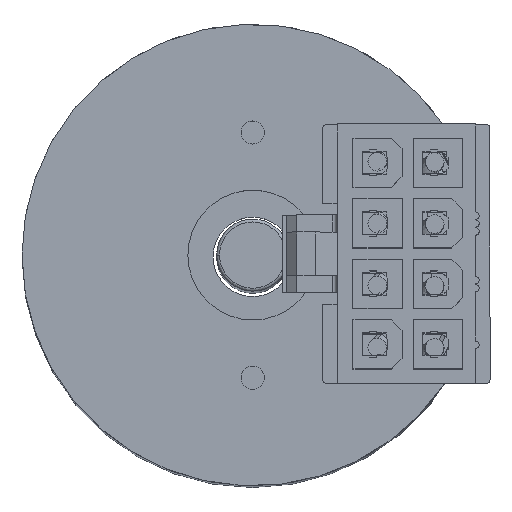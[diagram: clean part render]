
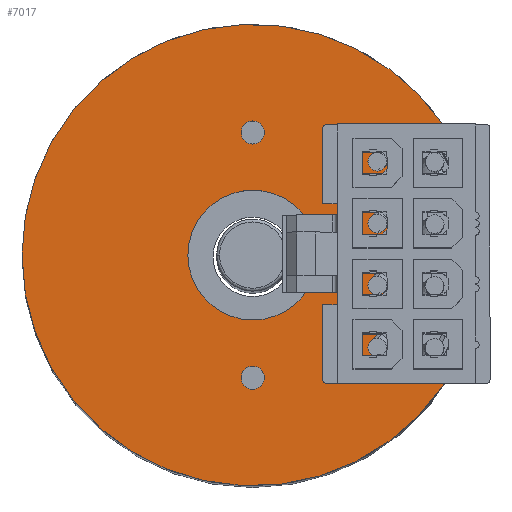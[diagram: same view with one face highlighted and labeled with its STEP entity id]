
A CAD part, top view. The second image highlights one B-rep face of the part: STEP entity #7017.
In plain terms, the highlighted face is planar.
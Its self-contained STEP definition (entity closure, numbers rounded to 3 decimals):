
#6 = CIRCLE ( 'NONE', #15163, 1. ) ;
#99 = AXIS2_PLACEMENT_3D ( 'NONE', #1786, #10956, #3092 ) ;
#133 = CARTESIAN_POINT ( 'NONE',  ( 4.5, 0., 0. ) ) ;
#174 = AXIS2_PLACEMENT_3D ( 'NONE', #1356, #10509, #2662 ) ;
#205 = ORIENTED_EDGE ( 'NONE', *, *, #15413, .F. ) ;
#301 = DIRECTION ( 'NONE',  ( 1., 0., 0. ) ) ;
#303 = CIRCLE ( 'NONE', #16857, 4.5 ) ;
#318 = CARTESIAN_POINT ( 'NONE',  ( -11., -7.1, 0. ) ) ;
#418 = EDGE_CURVE ( 'NONE', #12974, #15594, #9961, .T. ) ;
#479 = EDGE_CURVE ( 'NONE', #7439, #11749, #1770, .T. ) ;
#497 = CARTESIAN_POINT ( 'NONE',  ( -10., -7.1, 0. ) ) ;
#571 = CARTESIAN_POINT ( 'NONE',  ( -11., 7.1, 0. ) ) ;
#612 = CARTESIAN_POINT ( 'NONE',  ( -13.307, 8.7, 0. ) ) ;
#630 = ORIENTED_EDGE ( 'NONE', *, *, #15452, .T. ) ;
#644 = DIRECTION ( 'NONE',  ( 0., 0., 1. ) ) ;
#1243 = DIRECTION ( 'NONE',  ( 1., 0., 0. ) ) ;
#1261 = VERTEX_POINT ( 'NONE', #13886 ) ;
#1323 = CIRCLE ( 'NONE', #4765, 0.6 ) ;
#1356 = CARTESIAN_POINT ( 'NONE',  ( 0., 8.5, 0. ) ) ;
#1516 = DIRECTION ( 'NONE',  ( 0., 0., -1. ) ) ;
#1619 = DIRECTION ( 'NONE',  ( 1., 0., 0. ) ) ;
#1770 = CIRCLE ( 'NONE', #4083, 1. ) ;
#1786 = CARTESIAN_POINT ( 'NONE',  ( -12.707, -8.7, 0. ) ) ;
#1810 = CARTESIAN_POINT ( 'NONE',  ( 0., 0., 0. ) ) ;
#1887 = DIRECTION ( 'NONE',  ( 1., 0., 0. ) ) ;
#1924 = CIRCLE ( 'NONE', #10979, 4.5 ) ;
#2333 = AXIS2_PLACEMENT_3D ( 'NONE', #3919, #1516, #10672 ) ;
#2662 = DIRECTION ( 'NONE',  ( -1., 0., 0. ) ) ;
#2781 = CARTESIAN_POINT ( 'NONE',  ( -10., -8.1, 0. ) ) ;
#3011 = VECTOR ( 'NONE', #11919, 1000. ) ;
#3046 = ORIENTED_EDGE ( 'NONE', *, *, #5880, .F. ) ;
#3092 = DIRECTION ( 'NONE',  ( 1., 0., 0. ) ) ;
#3128 = DIRECTION ( 'NONE',  ( 1., 0., 0. ) ) ;
#3135 = ORIENTED_EDGE ( 'NONE', *, *, #13781, .F. ) ;
#3304 = EDGE_CURVE ( 'NONE', #15594, #12974, #4475, .T. ) ;
#3326 = ORIENTED_EDGE ( 'NONE', *, *, #479, .T. ) ;
#3441 = EDGE_LOOP ( 'NONE', ( #14734, #205 ) ) ;
#3919 = CARTESIAN_POINT ( 'NONE',  ( 0., -8.5, 0. ) ) ;
#4039 = DIRECTION ( 'NONE',  ( 0., 0., -1. ) ) ;
#4083 = AXIS2_PLACEMENT_3D ( 'NONE', #318, #9468, #1619 ) ;
#4475 = CIRCLE ( 'NONE', #16434, 0.8 ) ;
#4669 = EDGE_CURVE ( 'NONE', #14575, #6569, #15674, .T. ) ;
#4683 = ORIENTED_EDGE ( 'NONE', *, *, #3304, .F. ) ;
#4765 = AXIS2_PLACEMENT_3D ( 'NONE', #16897, #9094, #1243 ) ;
#4818 = ORIENTED_EDGE ( 'NONE', *, *, #13915, .T. ) ;
#5027 = CARTESIAN_POINT ( 'NONE',  ( -12.707, 8.7, 0. ) ) ;
#5060 = CARTESIAN_POINT ( 'NONE',  ( -4.5, 0., 0. ) ) ;
#5073 = PLANE ( 'NONE',  #11346 ) ;
#5632 = DIRECTION ( 'NONE',  ( 0., 0., -1. ) ) ;
#5739 = CARTESIAN_POINT ( 'NONE',  ( 0., 8.5, 0. ) ) ;
#5770 = ORIENTED_EDGE ( 'NONE', *, *, #15094, .T. ) ;
#5821 = EDGE_CURVE ( 'NONE', #7665, #6828, #12360, .T. ) ;
#5880 = EDGE_CURVE ( 'NONE', #15031, #11749, #11144, .T. ) ;
#6064 = LINE ( 'NONE', #2781, #3011 ) ;
#6075 = CARTESIAN_POINT ( 'NONE',  ( 0.8, -8.5, 0. ) ) ;
#6322 = DIRECTION ( 'NONE',  ( 1., 0., 0. ) ) ;
#6365 = DIRECTION ( 'NONE',  ( 1., 0., 0. ) ) ;
#6569 = VERTEX_POINT ( 'NONE', #6777 ) ;
#6571 = AXIS2_PLACEMENT_3D ( 'NONE', #5739, #14866, #7055 ) ;
#6777 = CARTESIAN_POINT ( 'NONE',  ( -11., 8.1, 0. ) ) ;
#6807 = ORIENTED_EDGE ( 'NONE', *, *, #16754, .T. ) ;
#6828 = VERTEX_POINT ( 'NONE', #7274 ) ;
#7017 = ADVANCED_FACE ( 'NONE', ( #10549, #13988, #11358, #7040 ), #5073, .F. ) ;
#7040 = FACE_OUTER_BOUND ( 'NONE', #10720, .T. ) ;
#7055 = DIRECTION ( 'NONE',  ( -1., 0., 0. ) ) ;
#7081 = CIRCLE ( 'NONE', #99, 0.6 ) ;
#7274 = CARTESIAN_POINT ( 'NONE',  ( -13.202, 9.039, 0. ) ) ;
#7311 = EDGE_CURVE ( 'NONE', #15504, #8613, #9095, .T. ) ;
#7343 = EDGE_LOOP ( 'NONE', ( #14969, #4683 ) ) ;
#7346 = AXIS2_PLACEMENT_3D ( 'NONE', #1810, #10981, #3128 ) ;
#7401 = ORIENTED_EDGE ( 'NONE', *, *, #13865, .T. ) ;
#7439 = VERTEX_POINT ( 'NONE', #8141 ) ;
#7645 = VECTOR ( 'NONE', #8434, 1000. ) ;
#7665 = VERTEX_POINT ( 'NONE', #15073 ) ;
#8125 = DIRECTION ( 'NONE',  ( 0., 0., 1. ) ) ;
#8141 = CARTESIAN_POINT ( 'NONE',  ( -11., -8.1, 0. ) ) ;
#8281 = DIRECTION ( 'NONE',  ( 1., 0., 0. ) ) ;
#8434 = DIRECTION ( 'NONE',  ( 0., -1., 0. ) ) ;
#8487 = CARTESIAN_POINT ( 'NONE',  ( 0., 0., 0. ) ) ;
#8613 = VERTEX_POINT ( 'NONE', #12584 ) ;
#9092 = ORIENTED_EDGE ( 'NONE', *, *, #4669, .F. ) ;
#9094 = DIRECTION ( 'NONE',  ( 0., 0., -1. ) ) ;
#9095 = CIRCLE ( 'NONE', #174, 0.8 ) ;
#9279 = CARTESIAN_POINT ( 'NONE',  ( -10., 7.1, 0. ) ) ;
#9299 = EDGE_CURVE ( 'NONE', #15031, #6569, #6, .T. ) ;
#9468 = DIRECTION ( 'NONE',  ( 0., 0., 1. ) ) ;
#9735 = DIRECTION ( 'NONE',  ( 0., 0., 1. ) ) ;
#9800 = DIRECTION ( 'NONE',  ( 1., 0., 0. ) ) ;
#9961 = CIRCLE ( 'NONE', #2333, 0.8 ) ;
#10224 = CARTESIAN_POINT ( 'NONE',  ( -0.8, -8.5, 0. ) ) ;
#10509 = DIRECTION ( 'NONE',  ( 0., 0., -1. ) ) ;
#10549 = FACE_BOUND ( 'NONE', #7343, .T. ) ;
#10659 = ORIENTED_EDGE ( 'NONE', *, *, #11436, .T. ) ;
#10672 = DIRECTION ( 'NONE',  ( -1., 0., 0. ) ) ;
#10720 = EDGE_LOOP ( 'NONE', ( #9092, #7401, #6807, #16339, #4818, #10659, #3135, #3326, #3046, #16557 ) ) ;
#10956 = DIRECTION ( 'NONE',  ( 0., 0., -1. ) ) ;
#10979 = AXIS2_PLACEMENT_3D ( 'NONE', #8487, #644, #9800 ) ;
#10981 = DIRECTION ( 'NONE',  ( 0., 0., 1. ) ) ;
#11144 = LINE ( 'NONE', #16272, #7645 ) ;
#11319 = EDGE_LOOP ( 'NONE', ( #5770, #630 ) ) ;
#11346 = AXIS2_PLACEMENT_3D ( 'NONE', #15455, #14194, #6365 ) ;
#11358 = FACE_BOUND ( 'NONE', #11319, .T. ) ;
#11436 = EDGE_CURVE ( 'NONE', #14315, #1261, #1323, .T. ) ;
#11749 = VERTEX_POINT ( 'NONE', #497 ) ;
#11861 = CARTESIAN_POINT ( 'NONE',  ( 0., -8.5, 0. ) ) ;
#11919 = DIRECTION ( 'NONE',  ( -1., 0., 0. ) ) ;
#12205 = CARTESIAN_POINT ( 'NONE',  ( -12.707, 8.1, 0. ) ) ;
#12206 = CIRCLE ( 'NONE', #14429, 0.6 ) ;
#12360 = CIRCLE ( 'NONE', #7346, 16. ) ;
#12424 = CARTESIAN_POINT ( 'NONE',  ( -0.8, 8.5, 0. ) ) ;
#12445 = VERTEX_POINT ( 'NONE', #5060 ) ;
#12584 = CARTESIAN_POINT ( 'NONE',  ( 0.8, 8.5, 0. ) ) ;
#12732 = VERTEX_POINT ( 'NONE', #612 ) ;
#12974 = VERTEX_POINT ( 'NONE', #10224 ) ;
#13020 = CARTESIAN_POINT ( 'NONE',  ( -13.307, -8.7, 0. ) ) ;
#13172 = DIRECTION ( 'NONE',  ( -1., 0., 0. ) ) ;
#13432 = CARTESIAN_POINT ( 'NONE',  ( -12.707, 8.7, 0. ) ) ;
#13690 = AXIS2_PLACEMENT_3D ( 'NONE', #5027, #14144, #6322 ) ;
#13781 = EDGE_CURVE ( 'NONE', #7439, #1261, #6064, .T. ) ;
#13865 = EDGE_CURVE ( 'NONE', #14575, #12732, #12206, .T. ) ;
#13886 = CARTESIAN_POINT ( 'NONE',  ( -12.707, -8.1, 0. ) ) ;
#13915 = EDGE_CURVE ( 'NONE', #7665, #14315, #7081, .T. ) ;
#13988 = FACE_BOUND ( 'NONE', #3441, .T. ) ;
#14144 = DIRECTION ( 'NONE',  ( 0., 0., -1. ) ) ;
#14194 = DIRECTION ( 'NONE',  ( 0., 0., 1. ) ) ;
#14315 = VERTEX_POINT ( 'NONE', #13020 ) ;
#14429 = AXIS2_PLACEMENT_3D ( 'NONE', #13432, #5632, #14744 ) ;
#14575 = VERTEX_POINT ( 'NONE', #12205 ) ;
#14734 = ORIENTED_EDGE ( 'NONE', *, *, #7311, .F. ) ;
#14744 = DIRECTION ( 'NONE',  ( 1., 0., 0. ) ) ;
#14866 = DIRECTION ( 'NONE',  ( 0., 0., -1. ) ) ;
#14969 = ORIENTED_EDGE ( 'NONE', *, *, #418, .F. ) ;
#15030 = VERTEX_POINT ( 'NONE', #133 ) ;
#15031 = VERTEX_POINT ( 'NONE', #9279 ) ;
#15073 = CARTESIAN_POINT ( 'NONE',  ( -13.202, -9.039, 0. ) ) ;
#15094 = EDGE_CURVE ( 'NONE', #15030, #12445, #303, .T. ) ;
#15163 = AXIS2_PLACEMENT_3D ( 'NONE', #571, #9735, #1887 ) ;
#15243 = VECTOR ( 'NONE', #8281, 1000. ) ;
#15413 = EDGE_CURVE ( 'NONE', #8613, #15504, #16232, .T. ) ;
#15452 = EDGE_CURVE ( 'NONE', #12445, #15030, #1924, .T. ) ;
#15455 = CARTESIAN_POINT ( 'NONE',  ( 0., 0., 0. ) ) ;
#15504 = VERTEX_POINT ( 'NONE', #12424 ) ;
#15594 = VERTEX_POINT ( 'NONE', #6075 ) ;
#15674 = LINE ( 'NONE', #16102, #15243 ) ;
#15946 = CARTESIAN_POINT ( 'NONE',  ( 0., 0., 0. ) ) ;
#16102 = CARTESIAN_POINT ( 'NONE',  ( -13.798, 8.1, 0. ) ) ;
#16232 = CIRCLE ( 'NONE', #6571, 0.8 ) ;
#16272 = CARTESIAN_POINT ( 'NONE',  ( -10., 8.1, 0. ) ) ;
#16339 = ORIENTED_EDGE ( 'NONE', *, *, #5821, .F. ) ;
#16434 = AXIS2_PLACEMENT_3D ( 'NONE', #11861, #4039, #13172 ) ;
#16557 = ORIENTED_EDGE ( 'NONE', *, *, #9299, .T. ) ;
#16624 = CIRCLE ( 'NONE', #13690, 0.6 ) ;
#16754 = EDGE_CURVE ( 'NONE', #12732, #6828, #16624, .T. ) ;
#16857 = AXIS2_PLACEMENT_3D ( 'NONE', #15946, #8125, #301 ) ;
#16897 = CARTESIAN_POINT ( 'NONE',  ( -12.707, -8.7, 0. ) ) ;
